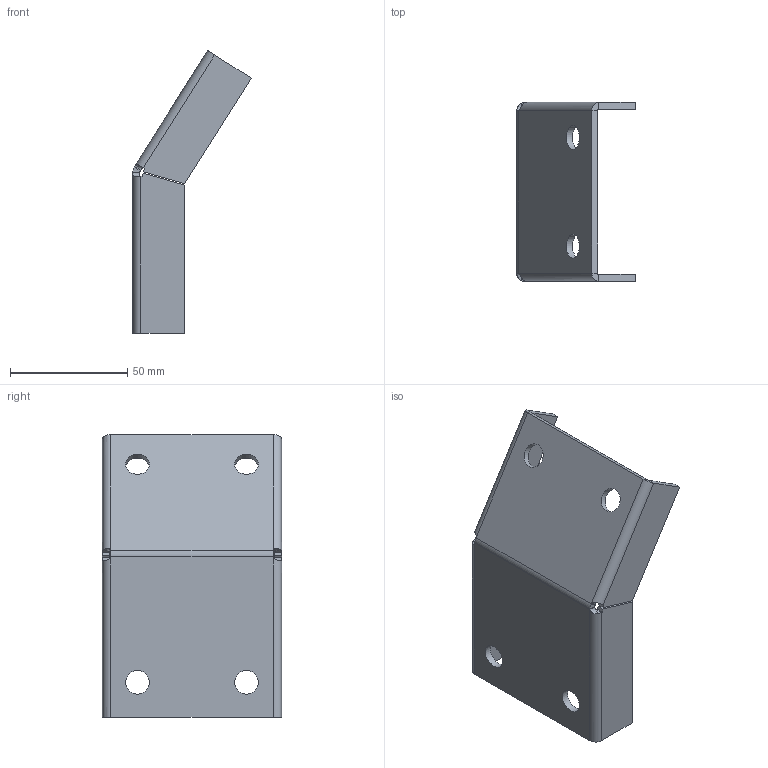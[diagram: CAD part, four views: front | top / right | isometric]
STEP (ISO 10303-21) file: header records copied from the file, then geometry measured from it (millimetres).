
FILE_DESCRIPTION(/* description */ (''),/* implementation_level */ '2;1');
FILE_NAME(/* name */ 'PTT01S001005A_ASS_ANTERIORE_15.stp',/* time_stamp */ '2016-06-02T11:07:18+02:00',/* author */ (''),/* organization */ (''),/* preprocessor_version */ 'ST-DEVELOPER v16.5',/* originating_system */ 'Autodesk Translation Framework v5.0.0.3310',/* authorisation */ '');
FILE_SCHEMA (('AUTOMOTIVE_DESIGN { 1 0 10303 214 3 1 1 }'));
Length unit declared in the file: centimetre
Products named in the file (1): PTT01S001005A_ASS_ANTERIORE_15
Bounding box: 50.61 x 76.5 x 120.76 mm (x, y, z)
Volume: 41818.8 mm3; surface area: 29941.6 mm2
Topology: 1 solids, 1 shells, 66 faces, 152 edges, 88 vertices
Faces by surface type: plane 44, cylinder 18, bspline 4
Full cylindrical faces by diameter (mm): 10.15 x4
Entity records: 2088 total; most frequent: CARTESIAN_POINT 587, DIRECTION 302, ORIENTED_EDGE 296, EDGE_CURVE 148, LINE 104, VECTOR 104, AXIS2_PLACEMENT_3D 99, VERTEX_POINT 88
